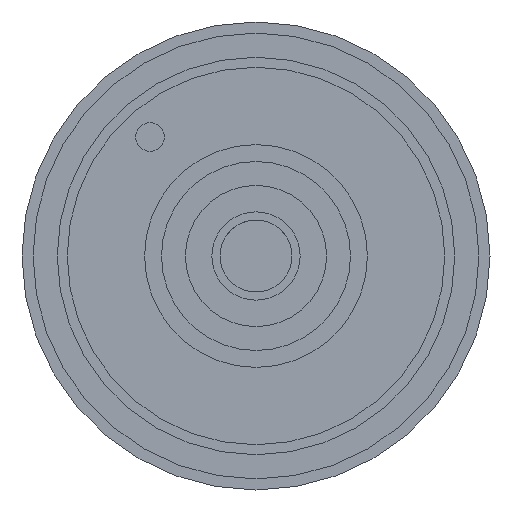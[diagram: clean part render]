
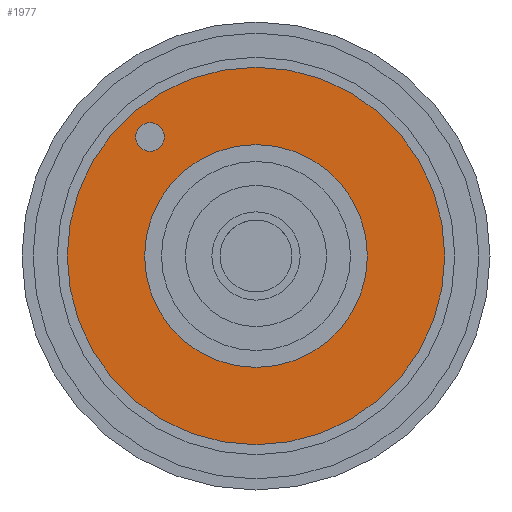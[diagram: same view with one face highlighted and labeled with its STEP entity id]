
A CAD part, front view. The second image highlights one B-rep face of the part: STEP entity #1977.
In plain terms, the highlighted planar face has unit normal (0, -1, 0).
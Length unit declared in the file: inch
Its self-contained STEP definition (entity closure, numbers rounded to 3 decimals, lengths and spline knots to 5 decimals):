
#63 = ORIENTED_EDGE ( 'NONE', *, *, #638, .T. ) ;
#118 = DIRECTION ( 'NONE',  ( -1., 0., 0. ) ) ;
#133 = VERTEX_POINT ( 'NONE', #1856 ) ;
#157 = VERTEX_POINT ( 'NONE', #2091 ) ;
#159 = CIRCLE ( 'NONE', #2711, 0.488 ) ;
#193 = CARTESIAN_POINT ( 'NONE',  ( 0., 0.35107, 0. ) ) ;
#201 = AXIS2_PLACEMENT_3D ( 'NONE', #2649, #978, #325 ) ;
#230 = DIRECTION ( 'NONE',  ( 1., 0., 0. ) ) ;
#278 = CIRCLE ( 'NONE', #1818, 0.0625 ) ;
#325 = DIRECTION ( 'NONE',  ( -1., 0., 0. ) ) ;
#328 = CIRCLE ( 'NONE', #201, 0.0625 ) ;
#343 = PLANE ( 'NONE',  #1710 ) ;
#596 = DIRECTION ( 'NONE',  ( 0., -1., 0. ) ) ;
#638 = EDGE_CURVE ( 'NONE', #133, #1615, #907, .T. ) ;
#658 = ORIENTED_EDGE ( 'NONE', *, *, #1737, .F. ) ;
#707 = EDGE_CURVE ( 'NONE', #1615, #133, #1748, .T. ) ;
#719 = ORIENTED_EDGE ( 'NONE', *, *, #2542, .T. ) ;
#720 = AXIS2_PLACEMENT_3D ( 'NONE', #193, #1861, #832 ) ;
#733 = DIRECTION ( 'NONE',  ( 0., 0., -1. ) ) ;
#742 = DIRECTION ( 'NONE',  ( 0., -1., 0. ) ) ;
#777 = CARTESIAN_POINT ( 'NONE',  ( 0.82677, 0.35107, 0. ) ) ;
#780 = ORIENTED_EDGE ( 'NONE', *, *, #2220, .F. ) ;
#832 = DIRECTION ( 'NONE',  ( 1., 0., 0. ) ) ;
#907 = CIRCLE ( 'NONE', #2455, 0.82677 ) ;
#933 = DIRECTION ( 'NONE',  ( 0., 1., 0. ) ) ;
#963 = DIRECTION ( 'NONE',  ( 1., 0., 0. ) ) ;
#978 = DIRECTION ( 'NONE',  ( 0., 1., 0. ) ) ;
#1014 = CARTESIAN_POINT ( 'NONE',  ( 0.65739, 0.35107, 0. ) ) ;
#1187 = CARTESIAN_POINT ( 'NONE',  ( 0., 0.35107, 0. ) ) ;
#1305 = EDGE_LOOP ( 'NONE', ( #1753, #63 ) ) ;
#1362 = DIRECTION ( 'NONE',  ( 1., 0., 0. ) ) ;
#1385 = CARTESIAN_POINT ( 'NONE',  ( -0.488, 0.35107, 0. ) ) ;
#1575 = EDGE_LOOP ( 'NONE', ( #658, #780 ) ) ;
#1615 = VERTEX_POINT ( 'NONE', #777 ) ;
#1710 = AXIS2_PLACEMENT_3D ( 'NONE', #1014, #1862, #733 ) ;
#1711 = CARTESIAN_POINT ( 'NONE',  ( 0., 0.35107, 0. ) ) ;
#1737 = EDGE_CURVE ( 'NONE', #2617, #1886, #2543, .T. ) ;
#1748 = CIRCLE ( 'NONE', #1957, 0.82677 ) ;
#1753 = ORIENTED_EDGE ( 'NONE', *, *, #707, .T. ) ;
#1818 = AXIS2_PLACEMENT_3D ( 'NONE', #2475, #933, #118 ) ;
#1824 = EDGE_LOOP ( 'NONE', ( #1928, #719 ) ) ;
#1830 = FACE_BOUND ( 'NONE', #1824, .T. ) ;
#1856 = CARTESIAN_POINT ( 'NONE',  ( -0.82677, 0.35107, 0. ) ) ;
#1861 = DIRECTION ( 'NONE',  ( 0., -1., 0. ) ) ;
#1862 = DIRECTION ( 'NONE',  ( 0., -1., 0. ) ) ;
#1886 = VERTEX_POINT ( 'NONE', #1385 ) ;
#1928 = ORIENTED_EDGE ( 'NONE', *, *, #2124, .T. ) ;
#1957 = AXIS2_PLACEMENT_3D ( 'NONE', #2465, #596, #963 ) ;
#1977 = ADVANCED_FACE ( 'NONE', ( #1830, #2441, #2030 ), #343, .T. ) ;
#2030 = FACE_BOUND ( 'NONE', #1575, .T. ) ;
#2076 = CARTESIAN_POINT ( 'NONE',  ( 0.488, 0.35107, 0. ) ) ;
#2091 = CARTESIAN_POINT ( 'NONE',  ( -0.40167, 0.35107, 0.52128 ) ) ;
#2124 = EDGE_CURVE ( 'NONE', #2368, #157, #328, .T. ) ;
#2220 = EDGE_CURVE ( 'NONE', #1886, #2617, #159, .T. ) ;
#2317 = CARTESIAN_POINT ( 'NONE',  ( -0.52667, 0.35107, 0.52128 ) ) ;
#2330 = DIRECTION ( 'NONE',  ( 0., -1., 0. ) ) ;
#2368 = VERTEX_POINT ( 'NONE', #2317 ) ;
#2441 = FACE_OUTER_BOUND ( 'NONE', #1305, .T. ) ;
#2455 = AXIS2_PLACEMENT_3D ( 'NONE', #1711, #2330, #230 ) ;
#2465 = CARTESIAN_POINT ( 'NONE',  ( 0., 0.35107, 0. ) ) ;
#2475 = CARTESIAN_POINT ( 'NONE',  ( -0.46417, 0.35107, 0.52128 ) ) ;
#2542 = EDGE_CURVE ( 'NONE', #157, #2368, #278, .T. ) ;
#2543 = CIRCLE ( 'NONE', #720, 0.488 ) ;
#2617 = VERTEX_POINT ( 'NONE', #2076 ) ;
#2649 = CARTESIAN_POINT ( 'NONE',  ( -0.46417, 0.35107, 0.52128 ) ) ;
#2711 = AXIS2_PLACEMENT_3D ( 'NONE', #1187, #742, #1362 ) ;
